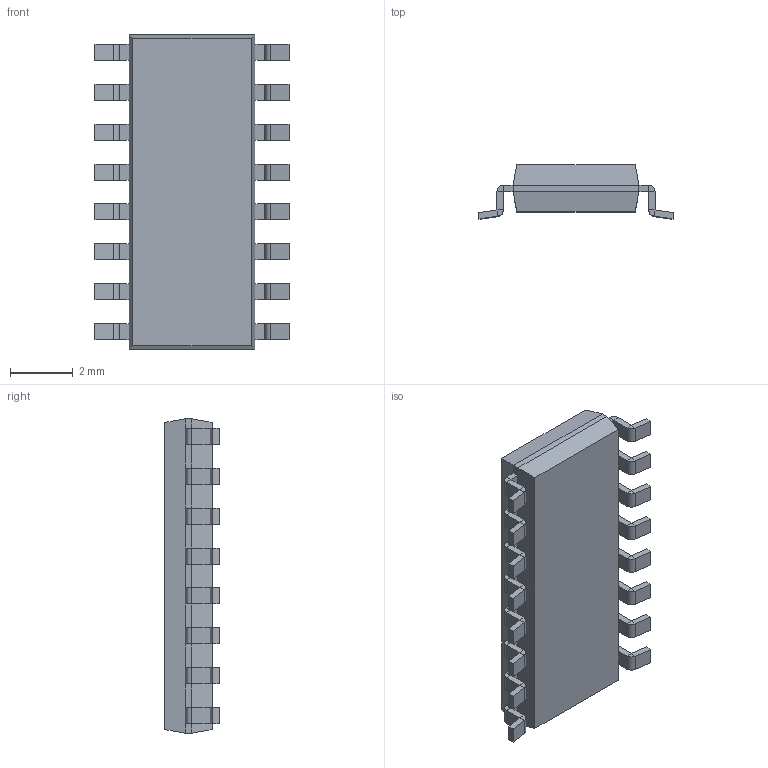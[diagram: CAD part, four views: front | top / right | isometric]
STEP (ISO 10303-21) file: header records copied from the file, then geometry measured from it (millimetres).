
FILE_DESCRIPTION(/* description */ (''),/* implementation_level */ '2;1');
FILE_NAME(/* name */ 'shift.step',/* time_stamp */ '2020-06-04T20:47:23-05:00',/* author */ (''),/* organization */ (''),/* preprocessor_version */ 'ST-DEVELOPER v18.1',/* originating_system */ 'Autodesk Translation Framework v9.3.0.1241',/* authorisation */ '');
FILE_SCHEMA (('AUTOMOTIVE_DESIGN { 1 0 10303 214 3 1 1 }'));
Length unit declared in the file: millimetre
Products named in the file (1): (Unsaved)
Bounding box: 6.23 x 1.72 x 10 mm (x, y, z)
Volume: 60.8 mm3; surface area: 157.8 mm2
Topology: 1 solids, 1 shells, 659 faces, 1598 edges, 956 vertices
Faces by surface type: plane 410, bspline 216, cylinder 33
Full cylindrical faces by diameter (mm): 0.8 x1
Entity records: 20350 total; most frequent: CARTESIAN_POINT 6330, ORIENTED_EDGE 3196, DIRECTION 2208, EDGE_CURVE 1598, LINE 1100, VECTOR 1100, VERTEX_POINT 956, EDGE_LOOP 674
